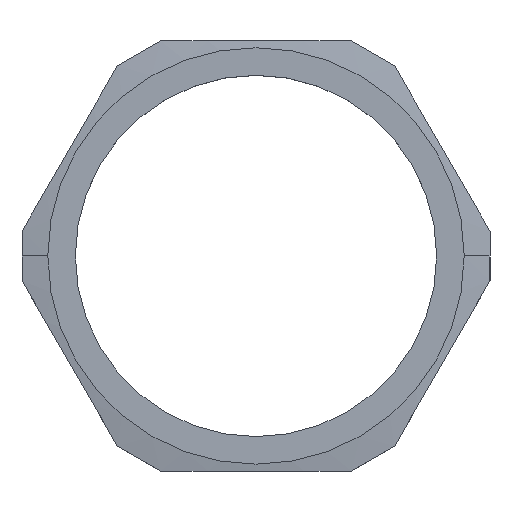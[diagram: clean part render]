
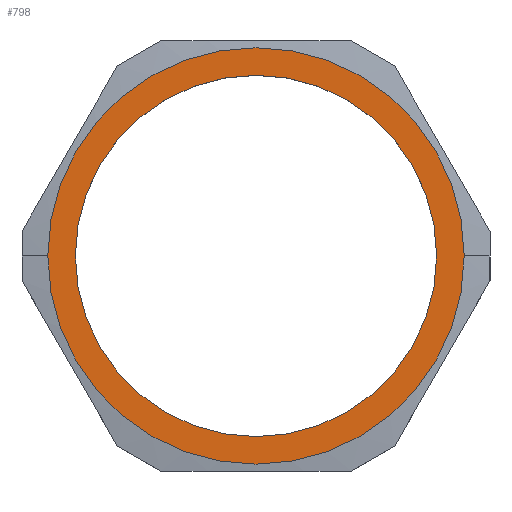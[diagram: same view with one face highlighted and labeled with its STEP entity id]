
A CAD part, top view. The second image highlights one B-rep face of the part: STEP entity #798.
In plain terms, the highlighted planar face has unit normal (0, 0, 1).
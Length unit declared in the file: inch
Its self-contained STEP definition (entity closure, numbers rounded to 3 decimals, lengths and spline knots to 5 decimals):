
#7 = CARTESIAN_POINT ( 'NONE',  ( 1.42918, 0., 0.15748 ) ) ;
#28 = ORIENTED_EDGE ( 'NONE', *, *, #580, .T. ) ;
#51 = DIRECTION ( 'NONE',  ( 0., 0., -1. ) ) ;
#62 = CARTESIAN_POINT ( 'NONE',  ( -1.42918, 0., 0.15748 ) ) ;
#106 = AXIS2_PLACEMENT_3D ( 'NONE', #312, #434, #198 ) ;
#111 = CARTESIAN_POINT ( 'NONE',  ( -1.24016, 0., 0.15748 ) ) ;
#132 = CARTESIAN_POINT ( 'NONE',  ( 0., 0., 0.15748 ) ) ;
#148 = EDGE_CURVE ( 'NONE', #183, #620, #723, .T. ) ;
#166 = CARTESIAN_POINT ( 'NONE',  ( 0., 0., 0.15748 ) ) ;
#177 = DIRECTION ( 'NONE',  ( 1., 0., 0. ) ) ;
#182 = CIRCLE ( 'NONE', #440, 1.42918 ) ;
#183 = VERTEX_POINT ( 'NONE', #7 ) ;
#192 = CARTESIAN_POINT ( 'NONE',  ( 0., 0., 0.15748 ) ) ;
#198 = DIRECTION ( 'NONE',  ( -1., 0., 0. ) ) ;
#211 = EDGE_CURVE ( 'NONE', #620, #183, #182, .T. ) ;
#212 = DIRECTION ( 'NONE',  ( 0., 0., 1. ) ) ;
#226 = DIRECTION ( 'NONE',  ( 1., 0., 0. ) ) ;
#261 = FACE_BOUND ( 'NONE', #375, .T. ) ;
#308 = CIRCLE ( 'NONE', #425, 1.24016 ) ;
#312 = CARTESIAN_POINT ( 'NONE',  ( 0., 0., 0.15748 ) ) ;
#364 = DIRECTION ( 'NONE',  ( 0., 0., -1. ) ) ;
#373 = DIRECTION ( 'NONE',  ( -1., 0., 0. ) ) ;
#375 = EDGE_LOOP ( 'NONE', ( #28, #379 ) ) ;
#376 = PLANE ( 'NONE',  #395 ) ;
#379 = ORIENTED_EDGE ( 'NONE', *, *, #487, .T. ) ;
#395 = AXIS2_PLACEMENT_3D ( 'NONE', #757, #212, #624 ) ;
#396 = CIRCLE ( 'NONE', #774, 1.24016 ) ;
#425 = AXIS2_PLACEMENT_3D ( 'NONE', #166, #51, #226 ) ;
#434 = DIRECTION ( 'NONE',  ( 0., 0., 1. ) ) ;
#440 = AXIS2_PLACEMENT_3D ( 'NONE', #132, #553, #373 ) ;
#487 = EDGE_CURVE ( 'NONE', #545, #714, #308, .T. ) ;
#500 = ORIENTED_EDGE ( 'NONE', *, *, #211, .T. ) ;
#522 = FACE_OUTER_BOUND ( 'NONE', #697, .T. ) ;
#545 = VERTEX_POINT ( 'NONE', #111 ) ;
#553 = DIRECTION ( 'NONE',  ( 0., 0., 1. ) ) ;
#580 = EDGE_CURVE ( 'NONE', #714, #545, #396, .T. ) ;
#587 = ORIENTED_EDGE ( 'NONE', *, *, #148, .T. ) ;
#620 = VERTEX_POINT ( 'NONE', #62 ) ;
#624 = DIRECTION ( 'NONE',  ( 1., 0., 0. ) ) ;
#697 = EDGE_LOOP ( 'NONE', ( #500, #587 ) ) ;
#714 = VERTEX_POINT ( 'NONE', #764 ) ;
#723 = CIRCLE ( 'NONE', #106, 1.42918 ) ;
#757 = CARTESIAN_POINT ( 'NONE',  ( 0., 0., 0.15748 ) ) ;
#764 = CARTESIAN_POINT ( 'NONE',  ( 1.24016, 0., 0.15748 ) ) ;
#774 = AXIS2_PLACEMENT_3D ( 'NONE', #192, #364, #177 ) ;
#798 = ADVANCED_FACE ( 'NONE', ( #261, #522 ), #376, .T. ) ;
